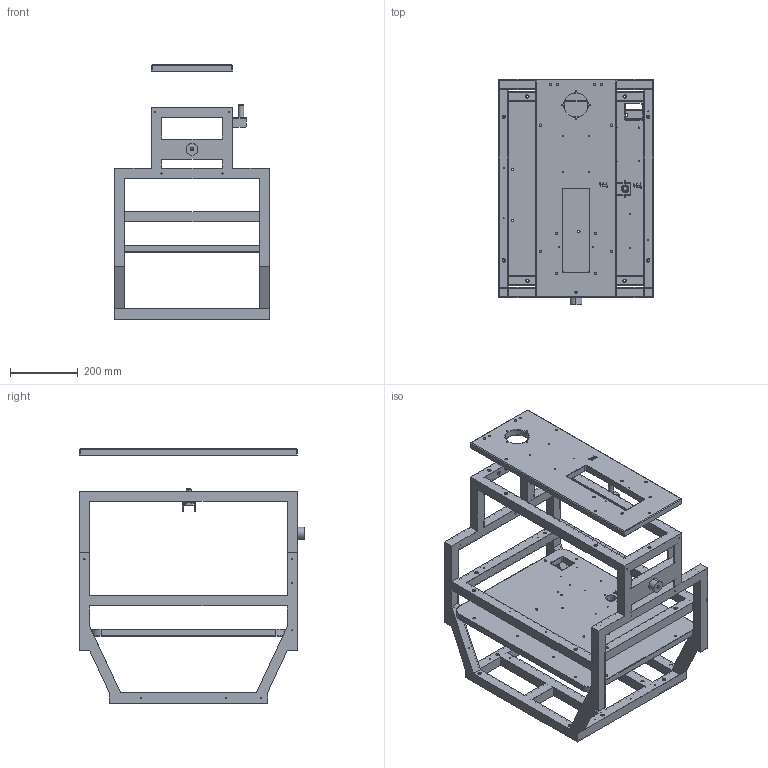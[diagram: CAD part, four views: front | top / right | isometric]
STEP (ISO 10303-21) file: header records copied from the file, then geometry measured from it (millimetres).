
FILE_DESCRIPTION (( 'STEP AP203' ), '1' );
FILE_NAME ('MS001-B.03.025JX.1.1 MS001-B遺殤.step', '2021-08-27T10:58:38', ( 'Windows User' ), ( 'P R C' ), 'SwSTEP 2.0', 'SolidWorks 2016', '' );
FILE_SCHEMA (( 'CONFIG_CONTROL_DESIGN' ));
Length unit declared in the file: millimetre
Products named in the file (4): MS001-B.03.004JS.1.1 爾諉遺殤; MS001-B.03.007JS.1.1 焊接框架中支撑板; MS001-B.03.025JX.1.1 MS001-B遺殤; MS001-B.03.002JS.1.1 焊接框架上支撑板
Assembly tree (3 placements, depth 2):
  MS001-B.03.025JX.1.1 MS001-B遺殤
    MS001-B.03.002JS.1.1 焊接框架上支撑板
    MS001-B.03.004JS.1.1 爾諉遺殤
    MS001-B.03.007JS.1.1 焊接框架中支撑板
Bounding box: 460 x 665 x 750.57 mm (x, y, z)
Volume: 10956368.3 mm3; surface area: 2977810.1 mm2
Topology: 5 solids, 10 shells, 883 faces, 2376 edges, 1544 vertices
Faces by surface type: plane 397, cylinder 394, cone 52, bspline 32, torus 8
Entity records: 29943 total; most frequent: CARTESIAN_POINT 6166, DIRECTION 4865, ORIENTED_EDGE 4752, EDGE_CURVE 2376, AXIS2_PLACEMENT_3D 1709, VERTEX_POINT 1544, LINE 1447, VECTOR 1447
